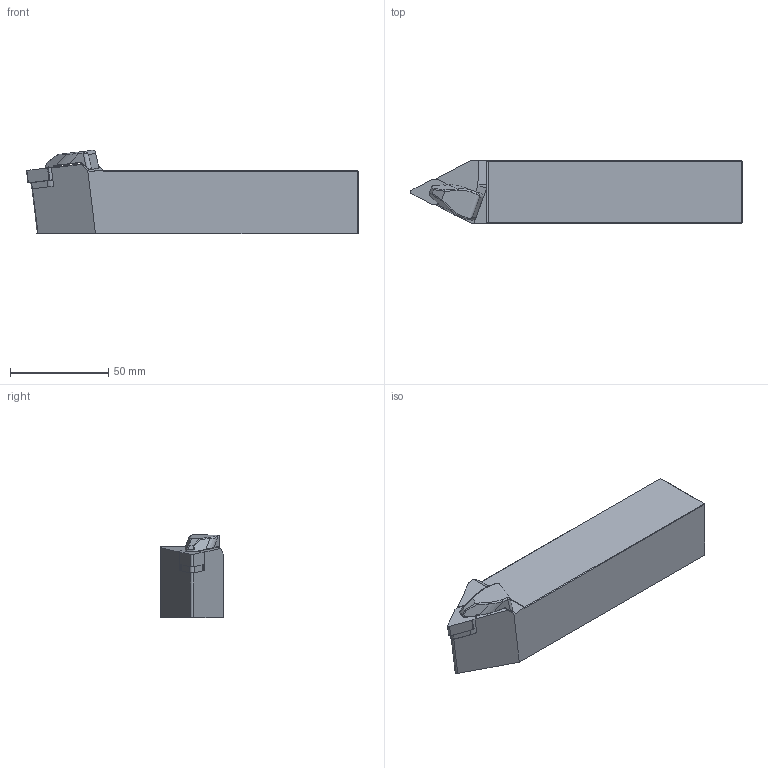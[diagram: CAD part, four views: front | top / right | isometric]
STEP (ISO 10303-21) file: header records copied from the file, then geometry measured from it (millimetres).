
FILE_DESCRIPTION(/* description */ (''),/* implementation_level */ '2;1');
FILE_NAME(/* name */ 'TDNNN-3232-P15.stp',/* time_stamp */ '2023-10-17T10:59:20+03:00',/* author */ (''),/* organization */ (''),/* preprocessor_version */ 'ST-DEVELOPER v19.4',/* originating_system */ 'SIEMENS PLM Software NX2306.3001',/* authorisation */ '');
FILE_SCHEMA (('AUTOMOTIVE_DESIGN { 1 0 10303 214 3 1 1 1 }'));
Length unit declared in the file: millimetre
Products named in the file (1): TDNNN-3232-P15
Bounding box: 169.07 x 32 x 42.4 mm (x, y, z)
Volume: 158238.4 mm3; surface area: 23450 mm2
Topology: 2 solids, 2 shells, 132 faces, 329 edges, 200 vertices
Faces by surface type: plane 57, cylinder 49, bspline 19, cone 3, torus 2, sphere 2
Full cylindrical faces by diameter (mm): 4.4 x1, 6.4 x1
Entity records: 4335 total; most frequent: CARTESIAN_POINT 1212, DIRECTION 658, ORIENTED_EDGE 644, EDGE_CURVE 322, AXIS2_PLACEMENT_3D 239, VERTEX_POINT 200, LINE 180, VECTOR 180
